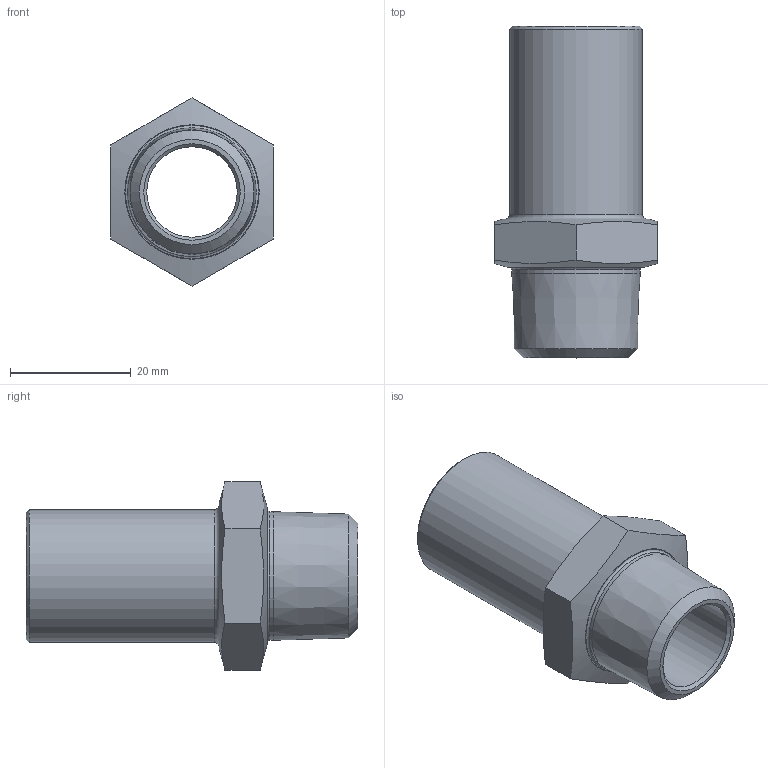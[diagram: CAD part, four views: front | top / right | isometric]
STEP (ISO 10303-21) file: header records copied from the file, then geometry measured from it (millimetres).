
FILE_DESCRIPTION(/* description */ ('MANICOTTO CON INSERIMENTO FILETTO MASCHIO 22x1/2'' (INOXPRES GAS)'),/* implementation_level */ '2;1');
FILE_NAME(/* name */ '269102122_Inoxpres.stp',/* time_stamp */ '2022-10-13T08:56:49+02:00',/* author */ ('Vault'),/* organization */ ('Raccorderie metalliche s.p.a. '),/* preprocessor_version */ 'ST-DEVELOPER v18.1',/* originating_system */ 'Autodesk Inventor 2020',/* authorisation */ 'Raccorderie metalliche s.p.a. ');
FILE_SCHEMA (('AUTOMOTIVE_DESIGN { 1 0 10303 214 3 1 1 }'));
Length unit declared in the file: millimetre
Products named in the file (1): 269102122_Inoxpres
Bounding box: 27 x 55 x 31.18 mm (x, y, z)
Volume: 8657.9 mm3; surface area: 7596.4 mm2
Topology: 1 solids, 1 shells, 24 faces, 61 edges, 42 vertices
Faces by surface type: plane 11, cone 7, cylinder 4, torus 2
Full cylindrical faces by diameter (mm): 15 x1, 19 x1, 21.3 x1, 22 x1
Entity records: 782 total; most frequent: CARTESIAN_POINT 152, DIRECTION 131, ORIENTED_EDGE 122, EDGE_CURVE 61, AXIS2_PLACEMENT_3D 57, VERTEX_POINT 42, CIRCLE 32, EDGE_LOOP 29
